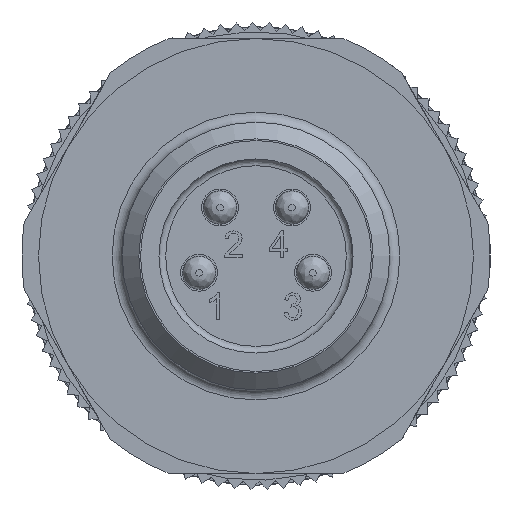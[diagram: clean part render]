
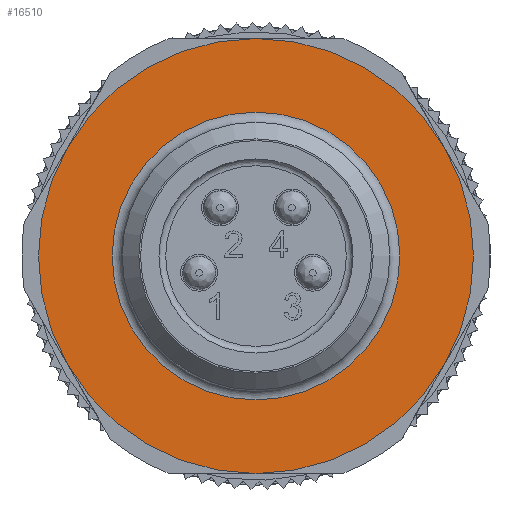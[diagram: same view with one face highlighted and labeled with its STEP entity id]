
A CAD part, left-side view. The second image highlights one B-rep face of the part: STEP entity #16510.
In plain terms, the highlighted planar face has unit normal (-1, 0, 0).
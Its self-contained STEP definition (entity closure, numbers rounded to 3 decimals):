
#3588=FACE_BOUND($,#4670,.T.);
#3725=FACE_OUTER_BOUND($,#4669,.T.);
#4669=EDGE_LOOP($,(#10491));
#4670=EDGE_LOOP($,(#10492));
#5556=CIRCLE($,#17430,6.5);
#5565=CIRCLE($,#17459,4.3);
#6242=VERTEX_POINT($,#24334);
#6257=VERTEX_POINT($,#24402);
#7828=EDGE_CURVE($,#6242,#6242,#5556,.T.);
#7861=EDGE_CURVE($,#6257,#6257,#5565,.T.);
#10491=ORIENTED_EDGE($,*,*,#7828,.F.);
#10492=ORIENTED_EDGE($,*,*,#7861,.F.);
#14808=PLANE($,#17458);
#16510=ADVANCED_FACE($,(#3725,#3588),#14808,.T.);
#17430=AXIS2_PLACEMENT_3D($,#24335,#19079,#19080);
#17458=AXIS2_PLACEMENT_3D($,#24401,#19159,#19160);
#17459=AXIS2_PLACEMENT_3D($,#24403,#19161,#19162);
#19079=DIRECTION('center_axis',(1.,0.,0.));
#19080=DIRECTION('ref_axis',(0.,0.,-1.));
#19159=DIRECTION('center_axis',(-1.,0.,0.));
#19160=DIRECTION('ref_axis',(0.,-1.,0.));
#19161=DIRECTION('center_axis',(-1.,0.,0.));
#19162=DIRECTION('ref_axis',(0.,0.,1.));
#24334=CARTESIAN_POINT('',(-9.,-5.629,3.25));
#24335=CARTESIAN_POINT('Origin',(-9.,0.,0.));
#24401=CARTESIAN_POINT('Origin',(-9.,0.,-5.25));
#24402=CARTESIAN_POINT('',(-9.,0.,-4.3));
#24403=CARTESIAN_POINT('Origin',(-9.,0.,0.));
